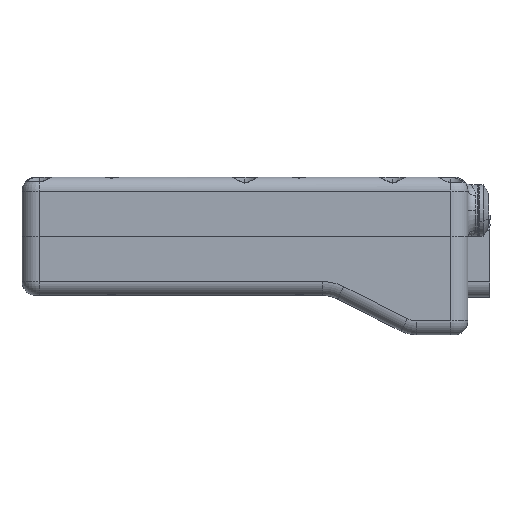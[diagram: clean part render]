
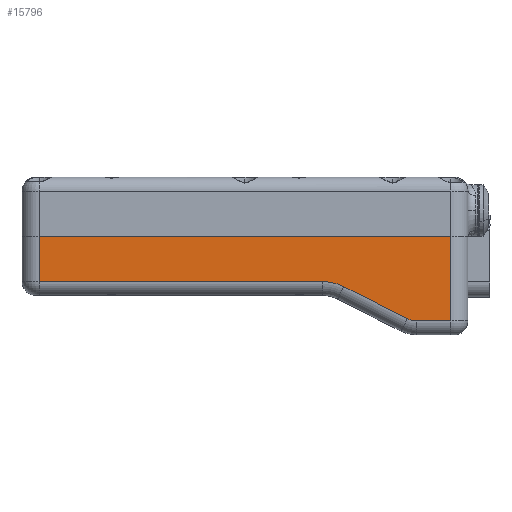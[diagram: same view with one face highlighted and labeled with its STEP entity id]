
A CAD part, front view. The second image highlights one B-rep face of the part: STEP entity #15796.
In plain terms, the highlighted face is planar.
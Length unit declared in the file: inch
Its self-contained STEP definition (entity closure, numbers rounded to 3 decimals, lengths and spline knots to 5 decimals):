
#1196 = VECTOR ( 'NONE', #4203, 39.37008 ) ;
#1544 = VECTOR ( 'NONE', #27835, 39.37008 ) ;
#2669 = VECTOR ( 'NONE', #34569, 39.37008 ) ;
#2796 = CARTESIAN_POINT ( 'NONE',  ( -1.9685, -0.97189, -3.58268 ) ) ;
#3339 = EDGE_CURVE ( 'NONE', #38891, #19007, #35371, .T. ) ;
#3362 = CARTESIAN_POINT ( 'NONE',  ( 2.3622, -0.51913, -3.58268 ) ) ;
#3467 = AXIS2_PLACEMENT_3D ( 'NONE', #26879, #4058, #24017 ) ;
#3709 = DIRECTION ( 'NONE',  ( -1., 0., 0. ) ) ;
#4002 = ORIENTED_EDGE ( 'NONE', *, *, #26791, .F. ) ;
#4058 = DIRECTION ( 'NONE',  ( 0., 0., -1. ) ) ;
#4203 = DIRECTION ( 'NONE',  ( 0., 1., 0. ) ) ;
#4224 = ORIENTED_EDGE ( 'NONE', *, *, #34216, .T. ) ;
#4481 = LINE ( 'NONE', #17414, #2669 ) ;
#4906 = DIRECTION ( 'NONE',  ( -1., 0., 0. ) ) ;
#7704 = CARTESIAN_POINT ( 'NONE',  ( 2.3622, -1.13189, -3.58268 ) ) ;
#8420 = DIRECTION ( 'NONE',  ( 0., 0., 1. ) ) ;
#9622 = VERTEX_POINT ( 'NONE', #13292 ) ;
#10702 = LINE ( 'NONE', #17490, #1544 ) ;
#11123 = VERTEX_POINT ( 'NONE', #3362 ) ;
#11655 = CARTESIAN_POINT ( 'NONE',  ( -1.86299, -0.94672, -3.58268 ) ) ;
#12601 = VERTEX_POINT ( 'NONE', #18629 ) ;
#13273 = CIRCLE ( 'NONE', #37133, 0.5537 ) ;
#13292 = CARTESIAN_POINT ( 'NONE',  ( -2.3622, 0., -3.58268 ) ) ;
#13559 = CARTESIAN_POINT ( 'NONE',  ( 2.3622, 0., -3.58268 ) ) ;
#15336 = ORIENTED_EDGE ( 'NONE', *, *, #24904, .T. ) ;
#15796 = ADVANCED_FACE ( 'NONE', ( #30833 ), #40686, .T. ) ;
#17414 = CARTESIAN_POINT ( 'NONE',  ( -2.3622, -1.13189, -3.58268 ) ) ;
#17490 = CARTESIAN_POINT ( 'NONE',  ( -2.3622, -0.97189, -3.58268 ) ) ;
#17619 = CARTESIAN_POINT ( 'NONE',  ( 2.3622, -1.13189, -3.58268 ) ) ;
#18013 = EDGE_CURVE ( 'NONE', #11123, #35810, #41555, .T. ) ;
#18629 = CARTESIAN_POINT ( 'NONE',  ( -2.3622, -0.97189, -3.58268 ) ) ;
#18795 = ORIENTED_EDGE ( 'NONE', *, *, #18013, .T. ) ;
#19007 = VERTEX_POINT ( 'NONE', #26224 ) ;
#19093 = VECTOR ( 'NONE', #3709, 39.37008 ) ;
#20098 = EDGE_CURVE ( 'NONE', #19007, #28253, #27307, .T. ) ;
#20931 = VECTOR ( 'NONE', #38450, 39.37008 ) ;
#21216 = CARTESIAN_POINT ( 'NONE',  ( 2.3622, 0., -3.58268 ) ) ;
#23247 = EDGE_LOOP ( 'NONE', ( #35425, #15336, #4224, #4002, #24102, #18795, #26202, #39431 ) ) ;
#24017 = DIRECTION ( 'NONE',  ( -1., 0., 0. ) ) ;
#24102 = ORIENTED_EDGE ( 'NONE', *, *, #36412, .F. ) ;
#24443 = DIRECTION ( 'NONE',  ( -1., 0., 0. ) ) ;
#24659 = CARTESIAN_POINT ( 'NONE',  ( -0.88583, -0.51913, -3.58268 ) ) ;
#24895 = VERTEX_POINT ( 'NONE', #21216 ) ;
#24904 = EDGE_CURVE ( 'NONE', #28253, #12601, #10702, .T. ) ;
#25010 = CARTESIAN_POINT ( 'NONE',  ( -0.88583, -0.51913, -3.58268 ) ) ;
#26202 = ORIENTED_EDGE ( 'NONE', *, *, #39097, .T. ) ;
#26224 = CARTESIAN_POINT ( 'NONE',  ( -1.86299, -0.94672, -3.58268 ) ) ;
#26656 = CARTESIAN_POINT ( 'NONE',  ( -1.13581, -0.57878, -3.58268 ) ) ;
#26791 = EDGE_CURVE ( 'NONE', #24895, #9622, #30723, .T. ) ;
#26879 = CARTESIAN_POINT ( 'NONE',  ( -1.9685, -0.73819, -3.58268 ) ) ;
#27307 = CIRCLE ( 'NONE', #3467, 0.2337 ) ;
#27835 = DIRECTION ( 'NONE',  ( -1., 0., 0. ) ) ;
#28123 = LINE ( 'NONE', #7704, #1196 ) ;
#28253 = VERTEX_POINT ( 'NONE', #2796 ) ;
#29985 = VECTOR ( 'NONE', #37839, 39.37008 ) ;
#30723 = LINE ( 'NONE', #13559, #19093 ) ;
#30833 = FACE_OUTER_BOUND ( 'NONE', #23247, .T. ) ;
#34216 = EDGE_CURVE ( 'NONE', #12601, #9622, #4481, .T. ) ;
#34569 = DIRECTION ( 'NONE',  ( 0., 1., 0. ) ) ;
#35371 = LINE ( 'NONE', #11655, #20931 ) ;
#35425 = ORIENTED_EDGE ( 'NONE', *, *, #20098, .T. ) ;
#35810 = VERTEX_POINT ( 'NONE', #25010 ) ;
#36412 = EDGE_CURVE ( 'NONE', #11123, #24895, #28123, .T. ) ;
#37133 = AXIS2_PLACEMENT_3D ( 'NONE', #42001, #8420, #4906 ) ;
#37839 = DIRECTION ( 'NONE',  ( -1., 0., 0. ) ) ;
#38387 = AXIS2_PLACEMENT_3D ( 'NONE', #17619, #41125, #24443 ) ;
#38450 = DIRECTION ( 'NONE',  ( -0.892, -0.451, 0. ) ) ;
#38891 = VERTEX_POINT ( 'NONE', #26656 ) ;
#39097 = EDGE_CURVE ( 'NONE', #35810, #38891, #13273, .T. ) ;
#39431 = ORIENTED_EDGE ( 'NONE', *, *, #3339, .T. ) ;
#40686 = PLANE ( 'NONE',  #38387 ) ;
#41125 = DIRECTION ( 'NONE',  ( 0., 0., -1. ) ) ;
#41555 = LINE ( 'NONE', #24659, #29985 ) ;
#42001 = CARTESIAN_POINT ( 'NONE',  ( -0.88583, -1.07283, -3.58268 ) ) ;
